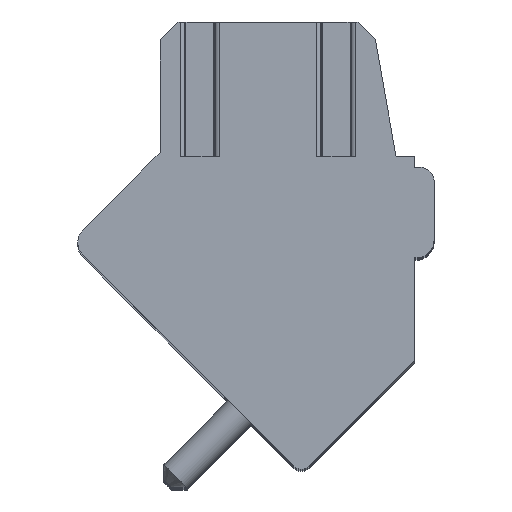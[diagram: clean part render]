
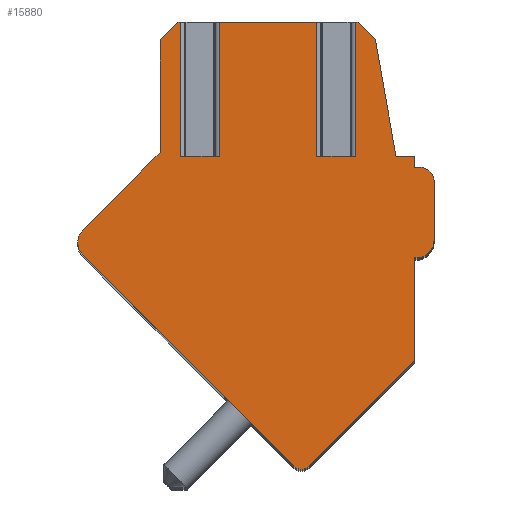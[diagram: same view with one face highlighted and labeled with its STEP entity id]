
A CAD part, top view. The second image highlights one B-rep face of the part: STEP entity #15880.
In plain terms, the highlighted planar face has unit normal (0, 0, 1).
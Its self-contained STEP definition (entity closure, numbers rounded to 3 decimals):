
#2229=DIRECTION('',(0.707,-0.707,0.));
#2230=VECTOR('',#2229,8.2);
#2231=CARTESIAN_POINT('',(-4.761,0.072,1.75));
#2232=LINE('',#2231,#2230);
#2554=DIRECTION('',(1.,0.,0.));
#2555=VECTOR('',#2554,1.07);
#2556=CARTESIAN_POINT('',(1.673,2.8,1.75));
#2557=LINE('',#2556,#2555);
#2558=DIRECTION('',(0.,1.,0.));
#2559=VECTOR('',#2558,3.7);
#2560=CARTESIAN_POINT('',(2.743,2.8,1.75));
#2561=LINE('',#2560,#2559);
#2562=DIRECTION('',(-1.,0.,0.));
#2563=VECTOR('',#2562,0.068);
#2564=CARTESIAN_POINT('',(2.811,6.5,1.75));
#2565=LINE('',#2564,#2563);
#2566=DIRECTION('',(-0.707,0.707,0.));
#2567=VECTOR('',#2566,0.677);
#2568=CARTESIAN_POINT('',(3.29,6.021,1.75));
#2569=LINE('',#2568,#2567);
#2570=DIRECTION('',(-0.174,0.985,0.));
#2571=VECTOR('',#2570,3.271);
#2572=CARTESIAN_POINT('',(3.858,2.8,1.75));
#2573=LINE('',#2572,#2571);
#2574=DIRECTION('',(-1.,0.,0.));
#2575=VECTOR('',#2574,0.5);
#2576=CARTESIAN_POINT('',(4.358,2.8,1.75));
#2577=LINE('',#2576,#2575);
#2578=DIRECTION('',(0.,1.,0.));
#2579=VECTOR('',#2578,0.3);
#2580=CARTESIAN_POINT('',(4.358,2.5,1.75));
#2581=LINE('',#2580,#2579);
#2582=DIRECTION('',(-1.,0.,0.));
#2583=VECTOR('',#2582,0.15);
#2584=CARTESIAN_POINT('',(4.508,2.5,1.75));
#2585=LINE('',#2584,#2583);
#2586=CARTESIAN_POINT('',(4.508,2.1,1.75));
#2587=DIRECTION('',(0.,0.,1.));
#2588=DIRECTION('',(1.,0.,0.));
#2589=AXIS2_PLACEMENT_3D('',#2586,#2587,#2588);
#2591=DIRECTION('',(0.,1.,0.));
#2592=VECTOR('',#2591,1.6);
#2593=CARTESIAN_POINT('',(4.908,0.5,1.75));
#2594=LINE('',#2593,#2592);
#2595=CARTESIAN_POINT('',(4.408,0.5,1.75));
#2596=DIRECTION('',(0.,0.,1.));
#2597=DIRECTION('',(0.,-1.,0.));
#2598=AXIS2_PLACEMENT_3D('',#2595,#2596,#2597);
#2600=DIRECTION('',(1.,0.,0.));
#2601=VECTOR('',#2600,0.05);
#2602=CARTESIAN_POINT('',(4.358,0.,1.75));
#2603=LINE('',#2602,#2601);
#2604=DIRECTION('',(0.,1.,0.));
#2605=VECTOR('',#2604,2.83);
#2606=CARTESIAN_POINT('',(4.358,-2.83,1.75));
#2607=LINE('',#2606,#2605);
#2608=DIRECTION('',(0.707,0.707,0.));
#2609=VECTOR('',#2608,4.096);
#2610=CARTESIAN_POINT('',(1.461,-5.727,1.75));
#2611=LINE('',#2610,#2609);
#2612=CARTESIAN_POINT('',(1.249,-5.515,1.75));
#2613=DIRECTION('',(0.,0.,1.));
#2614=DIRECTION('',(-0.707,-0.707,0.));
#2615=AXIS2_PLACEMENT_3D('',#2612,#2613,#2614);
#2617=CARTESIAN_POINT('',(-4.408,0.425,1.75));
#2618=DIRECTION('',(0.,0.,1.));
#2619=DIRECTION('',(-0.707,0.707,0.));
#2620=AXIS2_PLACEMENT_3D('',#2617,#2618,#2619);
#2622=DIRECTION('',(-0.707,-0.707,0.));
#2623=VECTOR('',#2622,2.997);
#2624=CARTESIAN_POINT('',(-2.642,2.898,1.75));
#2625=LINE('',#2624,#2623);
#2626=DIRECTION('',(0.,-1.,0.));
#2627=VECTOR('',#2626,3.111);
#2628=CARTESIAN_POINT('',(-2.642,6.009,1.75));
#2629=LINE('',#2628,#2627);
#2630=DIRECTION('',(-0.707,-0.707,0.));
#2631=VECTOR('',#2630,0.694);
#2632=CARTESIAN_POINT('',(-2.151,6.5,1.75));
#2633=LINE('',#2632,#2631);
#2634=DIRECTION('',(-1.,0.,0.));
#2635=VECTOR('',#2634,0.074);
#2636=CARTESIAN_POINT('',(-2.077,6.5,1.75));
#2637=LINE('',#2636,#2635);
#2638=DIRECTION('',(0.,1.,0.));
#2639=VECTOR('',#2638,3.7);
#2640=CARTESIAN_POINT('',(-2.077,2.8,1.75));
#2641=LINE('',#2640,#2639);
#2642=DIRECTION('',(1.,0.,0.));
#2643=VECTOR('',#2642,1.07);
#2644=CARTESIAN_POINT('',(-2.077,2.8,1.75));
#2645=LINE('',#2644,#2643);
#2646=DIRECTION('',(0.,1.,0.));
#2647=VECTOR('',#2646,3.7);
#2648=CARTESIAN_POINT('',(-1.007,2.8,1.75));
#2649=LINE('',#2648,#2647);
#2650=DIRECTION('',(-1.,0.,0.));
#2651=VECTOR('',#2650,2.68);
#2652=CARTESIAN_POINT('',(1.673,6.5,1.75));
#2653=LINE('',#2652,#2651);
#2654=DIRECTION('',(0.,1.,0.));
#2655=VECTOR('',#2654,3.7);
#2656=CARTESIAN_POINT('',(1.673,2.8,1.75));
#2657=LINE('',#2656,#2655);
#9932=CARTESIAN_POINT('',(1.673,2.8,1.75));
#9933=CARTESIAN_POINT('',(2.743,2.8,1.75));
#9934=VERTEX_POINT('',#9932);
#9935=VERTEX_POINT('',#9933);
#9936=CARTESIAN_POINT('',(2.743,6.5,1.75));
#9937=VERTEX_POINT('',#9936);
#9938=CARTESIAN_POINT('',(1.673,6.5,1.75));
#9939=VERTEX_POINT('',#9938);
#9952=CARTESIAN_POINT('',(-2.077,2.8,1.75));
#9953=CARTESIAN_POINT('',(-1.007,2.8,1.75));
#9954=VERTEX_POINT('',#9952);
#9955=VERTEX_POINT('',#9953);
#9956=CARTESIAN_POINT('',(-1.007,6.5,1.75));
#9957=VERTEX_POINT('',#9956);
#9958=CARTESIAN_POINT('',(-2.077,6.5,1.75));
#9959=VERTEX_POINT('',#9958);
#10050=CARTESIAN_POINT('',(1.037,-5.727,1.75));
#10051=CARTESIAN_POINT('',(1.461,-5.727,1.75));
#10052=VERTEX_POINT('',#10050);
#10053=VERTEX_POINT('',#10051);
#10054=CARTESIAN_POINT('',(4.358,-2.83,1.75));
#10055=VERTEX_POINT('',#10054);
#10056=CARTESIAN_POINT('',(4.358,0.,1.75));
#10057=VERTEX_POINT('',#10056);
#10058=CARTESIAN_POINT('',(4.408,0.,1.75));
#10059=VERTEX_POINT('',#10058);
#10060=CARTESIAN_POINT('',(4.908,0.5,1.75));
#10061=VERTEX_POINT('',#10060);
#10062=CARTESIAN_POINT('',(4.908,2.1,1.75));
#10063=VERTEX_POINT('',#10062);
#10064=CARTESIAN_POINT('',(4.508,2.5,1.75));
#10065=VERTEX_POINT('',#10064);
#10066=CARTESIAN_POINT('',(4.358,2.5,1.75));
#10067=VERTEX_POINT('',#10066);
#10068=CARTESIAN_POINT('',(4.358,2.8,1.75));
#10069=VERTEX_POINT('',#10068);
#10070=CARTESIAN_POINT('',(3.858,2.8,1.75));
#10071=VERTEX_POINT('',#10070);
#10072=CARTESIAN_POINT('',(3.29,6.021,1.75));
#10073=VERTEX_POINT('',#10072);
#10074=CARTESIAN_POINT('',(2.811,6.5,1.75));
#10075=VERTEX_POINT('',#10074);
#10076=CARTESIAN_POINT('',(-2.151,6.5,1.75));
#10077=CARTESIAN_POINT('',(-2.642,6.009,1.75));
#10078=VERTEX_POINT('',#10076);
#10079=VERTEX_POINT('',#10077);
#10080=CARTESIAN_POINT('',(-4.761,0.779,1.75));
#10081=CARTESIAN_POINT('',(-4.761,0.072,1.75));
#10082=VERTEX_POINT('',#10080);
#10083=VERTEX_POINT('',#10081);
#10088=CARTESIAN_POINT('',(-2.642,2.898,1.75));
#10090=VERTEX_POINT('',#10088);
#15837=CARTESIAN_POINT('',(0.,0.,1.75));
#15838=DIRECTION('',(0.,0.,1.));
#15839=DIRECTION('',(1.,0.,0.));
#15840=AXIS2_PLACEMENT_3D('',#15837,#15838,#15839);
#15841=PLANE('',#15840);
#15843=ORIENTED_EDGE('',*,*,#15842,.T.);
#15845=ORIENTED_EDGE('',*,*,#15844,.T.);
#15846=ORIENTED_EDGE('',*,*,#12894,.F.);
#15847=ORIENTED_EDGE('',*,*,#13122,.F.);
#15848=ORIENTED_EDGE('',*,*,#13136,.F.);
#15849=ORIENTED_EDGE('',*,*,#13150,.F.);
#15850=ORIENTED_EDGE('',*,*,#13251,.F.);
#15851=ORIENTED_EDGE('',*,*,#13267,.F.);
#15852=ORIENTED_EDGE('',*,*,#13947,.F.);
#15853=ORIENTED_EDGE('',*,*,#14124,.F.);
#15854=ORIENTED_EDGE('',*,*,#14301,.F.);
#15855=ORIENTED_EDGE('',*,*,#14478,.F.);
#15856=ORIENTED_EDGE('',*,*,#14662,.F.);
#15857=ORIENTED_EDGE('',*,*,#15392,.F.);
#15858=ORIENTED_EDGE('',*,*,#15570,.F.);
#15859=ORIENTED_EDGE('',*,*,#15443,.F.);
#15861=ORIENTED_EDGE('',*,*,#15860,.F.);
#15863=ORIENTED_EDGE('',*,*,#15862,.F.);
#15865=ORIENTED_EDGE('',*,*,#15864,.F.);
#15867=ORIENTED_EDGE('',*,*,#15866,.F.);
#15868=ORIENTED_EDGE('',*,*,#12926,.F.);
#15870=ORIENTED_EDGE('',*,*,#15869,.F.);
#15872=ORIENTED_EDGE('',*,*,#15871,.T.);
#15874=ORIENTED_EDGE('',*,*,#15873,.T.);
#15875=ORIENTED_EDGE('',*,*,#12910,.F.);
#15877=ORIENTED_EDGE('',*,*,#15876,.F.);
#15878=EDGE_LOOP('',(#15843,#15845,#15846,#15847,#15848,#15849,#15850,#15851,
#15852,#15853,#15854,#15855,#15856,#15857,#15858,#15859,#15861,#15863,#15865,
#15867,#15868,#15870,#15872,#15874,#15875,#15877));
#15879=FACE_OUTER_BOUND('',#15878,.F.);
#2590=CIRCLE('',#2589,0.4);
#2599=CIRCLE('',#2598,0.5);
#2616=CIRCLE('',#2615,0.3);
#2621=CIRCLE('',#2620,0.5);
#12894=EDGE_CURVE('',#10075,#9937,#2565,.T.);
#12910=EDGE_CURVE('',#9939,#9957,#2653,.T.);
#12926=EDGE_CURVE('',#9959,#10078,#2637,.T.);
#13122=EDGE_CURVE('',#10073,#10075,#2569,.T.);
#13136=EDGE_CURVE('',#10071,#10073,#2573,.T.);
#13150=EDGE_CURVE('',#10069,#10071,#2577,.T.);
#13251=EDGE_CURVE('',#10067,#10069,#2581,.T.);
#13267=EDGE_CURVE('',#10065,#10067,#2585,.T.);
#13947=EDGE_CURVE('',#10063,#10065,#2590,.T.);
#14124=EDGE_CURVE('',#10061,#10063,#2594,.T.);
#14301=EDGE_CURVE('',#10059,#10061,#2599,.T.);
#14478=EDGE_CURVE('',#10057,#10059,#2603,.T.);
#14662=EDGE_CURVE('',#10055,#10057,#2607,.T.);
#15392=EDGE_CURVE('',#10053,#10055,#2611,.T.);
#15443=EDGE_CURVE('',#10083,#10052,#2232,.T.);
#15570=EDGE_CURVE('',#10052,#10053,#2616,.T.);
#15842=EDGE_CURVE('',#9934,#9935,#2557,.T.);
#15844=EDGE_CURVE('',#9935,#9937,#2561,.T.);
#15860=EDGE_CURVE('',#10082,#10083,#2621,.T.);
#15862=EDGE_CURVE('',#10090,#10082,#2625,.T.);
#15864=EDGE_CURVE('',#10079,#10090,#2629,.T.);
#15866=EDGE_CURVE('',#10078,#10079,#2633,.T.);
#15869=EDGE_CURVE('',#9954,#9959,#2641,.T.);
#15871=EDGE_CURVE('',#9954,#9955,#2645,.T.);
#15873=EDGE_CURVE('',#9955,#9957,#2649,.T.);
#15876=EDGE_CURVE('',#9934,#9939,#2657,.T.);
#15880=ADVANCED_FACE('',(#15879),#15841,.T.);
